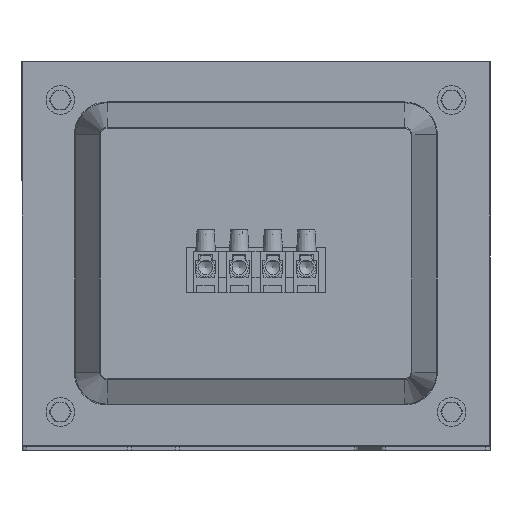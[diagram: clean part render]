
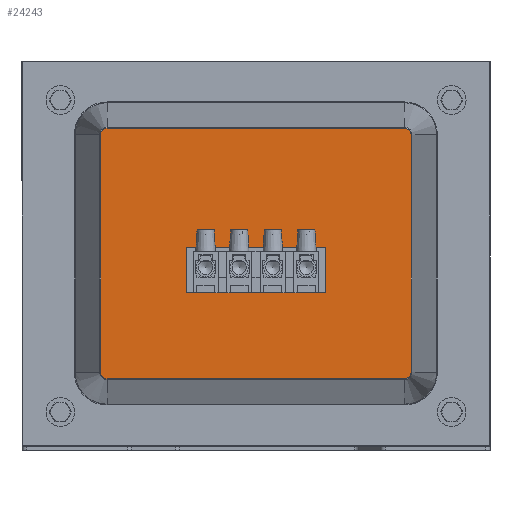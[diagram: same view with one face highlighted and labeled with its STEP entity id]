
A CAD part, front view. The second image highlights one B-rep face of the part: STEP entity #24243.
In plain terms, the highlighted face is planar.
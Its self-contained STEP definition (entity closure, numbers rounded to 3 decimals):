
#1178=CIRCLE('',#26297,2.728);
#1182=CIRCLE('',#26302,2.728);
#1186=CIRCLE('',#26309,2.728);
#1190=CIRCLE('',#26314,2.728);
#1572=FACE_BOUND('',#3330,.T.);
#1901=FACE_OUTER_BOUND('',#3329,.T.);
#3329=EDGE_LOOP('',(#16648,#16649,#16650,#16651,#16652,#16653,#16654,#16655));
#3330=EDGE_LOOP('',(#16656,#16657,#16658,#16659));
#4948=LINE('',#34660,#7600);
#4952=LINE('',#34668,#7604);
#4955=LINE('',#34674,#7607);
#4958=LINE('',#34679,#7610);
#4980=LINE('',#34759,#7632);
#4982=LINE('',#34779,#7634);
#4985=LINE('',#34786,#7637);
#4987=LINE('',#34801,#7639);
#7600=VECTOR('',#28479,10.);
#7604=VECTOR('',#28485,10.);
#7607=VECTOR('',#28490,10.);
#7610=VECTOR('',#28495,10.);
#7632=VECTOR('',#28579,10.);
#7634=VECTOR('',#28603,10.);
#7637=VECTOR('',#28610,10.);
#7639=VECTOR('',#28630,10.);
#10251=VERTEX_POINT('',#34658);
#10252=VERTEX_POINT('',#34659);
#10255=VERTEX_POINT('',#34667);
#10257=VERTEX_POINT('',#34673);
#10284=VERTEX_POINT('',#34756);
#10285=VERTEX_POINT('',#34758);
#10288=VERTEX_POINT('',#34765);
#10289=VERTEX_POINT('',#34770);
#10292=VERTEX_POINT('',#34777);
#10293=VERTEX_POINT('',#34782);
#10296=VERTEX_POINT('',#34789);
#10297=VERTEX_POINT('',#34794);
#12681=EDGE_CURVE('',#10251,#10252,#4948,.T.);
#12685=EDGE_CURVE('',#10255,#10251,#4952,.T.);
#12688=EDGE_CURVE('',#10257,#10255,#4955,.T.);
#12691=EDGE_CURVE('',#10252,#10257,#4958,.T.);
#12730=EDGE_CURVE('',#10284,#10285,#4980,.T.);
#12734=EDGE_CURVE('',#10288,#10284,#1178,.T.);
#12738=EDGE_CURVE('',#10285,#10289,#1182,.T.);
#12740=EDGE_CURVE('',#10292,#10288,#4982,.T.);
#12744=EDGE_CURVE('',#10289,#10293,#4985,.T.);
#12746=EDGE_CURVE('',#10296,#10292,#1186,.T.);
#12750=EDGE_CURVE('',#10293,#10297,#1190,.T.);
#12752=EDGE_CURVE('',#10297,#10296,#4987,.T.);
#16648=ORIENTED_EDGE('',*,*,#12730,.F.);
#16649=ORIENTED_EDGE('',*,*,#12734,.F.);
#16650=ORIENTED_EDGE('',*,*,#12740,.F.);
#16651=ORIENTED_EDGE('',*,*,#12746,.F.);
#16652=ORIENTED_EDGE('',*,*,#12752,.F.);
#16653=ORIENTED_EDGE('',*,*,#12750,.F.);
#16654=ORIENTED_EDGE('',*,*,#12744,.F.);
#16655=ORIENTED_EDGE('',*,*,#12738,.F.);
#16656=ORIENTED_EDGE('',*,*,#12681,.T.);
#16657=ORIENTED_EDGE('',*,*,#12691,.T.);
#16658=ORIENTED_EDGE('',*,*,#12688,.T.);
#16659=ORIENTED_EDGE('',*,*,#12685,.T.);
#23055=PLANE('',#26322);
#24243=ADVANCED_FACE('',(#1901,#1572),#23055,.T.);
#26297=AXIS2_PLACEMENT_3D('',#34767,#28587,#28588);
#26302=AXIS2_PLACEMENT_3D('',#34774,#28597,#28598);
#26309=AXIS2_PLACEMENT_3D('',#34791,#28615,#28616);
#26314=AXIS2_PLACEMENT_3D('',#34798,#28625,#28626);
#26322=AXIS2_PLACEMENT_3D('',#34820,#28650,#28651);
#28479=DIRECTION('',(0.,0.,-1.));
#28485=DIRECTION('',(-1.,0.,0.));
#28490=DIRECTION('',(0.,0.,1.));
#28495=DIRECTION('',(1.,0.,0.));
#28579=DIRECTION('',(1.,0.,0.));
#28587=DIRECTION('center_axis',(0.,-1.,0.));
#28588=DIRECTION('ref_axis',(-0.707,0.,-0.707));
#28597=DIRECTION('center_axis',(0.,-1.,0.));
#28598=DIRECTION('ref_axis',(0.707,0.,-0.707));
#28603=DIRECTION('',(0.,0.,-1.));
#28610=DIRECTION('',(0.,0.,1.));
#28615=DIRECTION('center_axis',(0.,-1.,0.));
#28616=DIRECTION('ref_axis',(-0.707,0.,0.707));
#28625=DIRECTION('center_axis',(0.,-1.,0.));
#28626=DIRECTION('ref_axis',(0.707,0.,0.707));
#28630=DIRECTION('',(-1.,0.,0.));
#28650=DIRECTION('center_axis',(0.,1.,0.));
#28651=DIRECTION('ref_axis',(0.,0.,1.));
#34658=CARTESIAN_POINT('',(-84.613,60.,126.5));
#34659=CARTESIAN_POINT('',(-84.613,60.,68.5));
#34660=CARTESIAN_POINT('',(-84.613,60.,112.04));
#34667=CARTESIAN_POINT('',(-65.613,60.,126.5));
#34668=CARTESIAN_POINT('',(-73.835,60.,126.5));
#34673=CARTESIAN_POINT('',(-65.613,60.,68.5));
#34674=CARTESIAN_POINT('',(-65.613,60.,83.04));
#34679=CARTESIAN_POINT('',(-83.335,60.,68.5));
#34756=CARTESIAN_POINT('',(-131.51,60.,32.901));
#34758=CARTESIAN_POINT('',(-32.606,60.,32.901));
#34759=CARTESIAN_POINT('',(-57.332,60.,32.901));
#34765=CARTESIAN_POINT('',(-134.238,60.,35.629));
#34767=CARTESIAN_POINT('Origin',(-131.51,60.,35.629));
#34770=CARTESIAN_POINT('',(-29.877,60.,35.629));
#34774=CARTESIAN_POINT('Origin',(-32.606,60.,35.629));
#34777=CARTESIAN_POINT('',(-134.238,60.,159.533));
#34779=CARTESIAN_POINT('',(-134.238,60.,66.605));
#34782=CARTESIAN_POINT('',(-29.877,60.,159.533));
#34786=CARTESIAN_POINT('',(-29.877,60.,128.557));
#34789=CARTESIAN_POINT('',(-131.51,60.,162.261));
#34791=CARTESIAN_POINT('Origin',(-131.51,60.,159.533));
#34794=CARTESIAN_POINT('',(-32.606,60.,162.261));
#34798=CARTESIAN_POINT('Origin',(-32.606,60.,159.533));
#34801=CARTESIAN_POINT('',(-106.784,60.,162.261));
#34820=CARTESIAN_POINT('Origin',(-82.058,60.,97.581));
